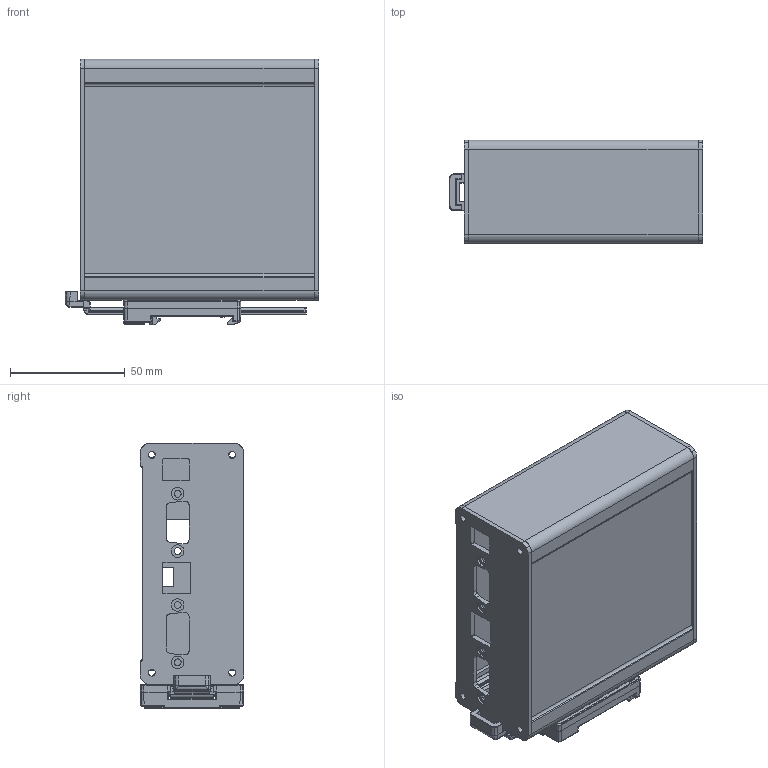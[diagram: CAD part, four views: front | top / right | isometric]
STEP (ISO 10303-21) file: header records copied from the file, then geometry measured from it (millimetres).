
FILE_DESCRIPTION(('STEP AP214'),'1');
FILE_NAME('tmp0.step','2023-10-19T11:31:37',(' '),(' '),'Spatial InterOp 3D',' ',' ');
FILE_SCHEMA(('automotive_design'));
Length unit declared in the file: millimetre
Products named in the file (7): 1; 2; Root|ALU-PRIMUS_LP100_H45#ALU-PRIMUS_LP100_H45;Solid; 22035000_TSH 35|1009865_3D:1#1009865_3D;Volumenkörper1; 22035000_TSH 35|1009864_3D:1#1009864_3D;Volumenkörper1; 22035000_TSH 35|SHR Z KA30x8 WN 1412 mG_3Dsym:1#SHR Z KA30x8 WN 1412 mG_3Dsym;32E
Bounding box: 110.45 x 45 x 115.7 mm (x, y, z)
Volume: 109970.9 mm3; surface area: 103175.1 mm2
Topology: 7 solids, 7 shells, 1742 faces, 4651 edges, 2862 vertices
Faces by surface type: cylinder 842, plane 600, torus 106, cone 68, sphere 67, bspline 59
Entity records: 91567 total; most frequent: CARTESIAN_POINT 31276, DIRECTION 9457, ORIENTED_EDGE 9146, EDGE_CURVE 4573, AXIS2_PLACEMENT_3D 3495, VERTEX_POINT 2858, LINE 2467, VECTOR 2467
